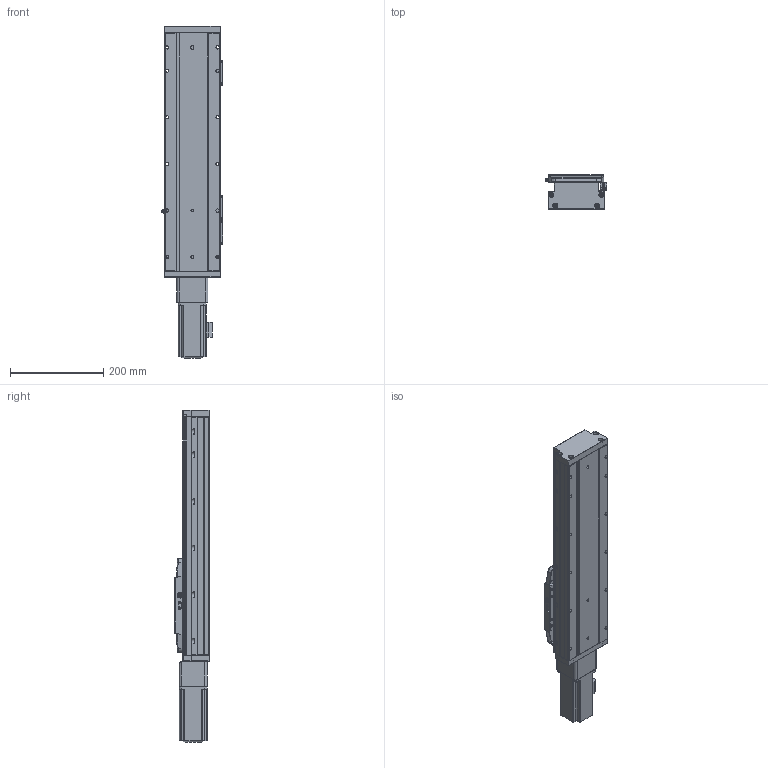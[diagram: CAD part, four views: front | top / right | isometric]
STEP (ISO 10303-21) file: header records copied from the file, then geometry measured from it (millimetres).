
FILE_DESCRIPTION (( 'STEP AP203' ), '1' );
FILE_NAME ('GSC120-300-MS-P40.STEP', '2020-08-25T06:46:36', ( '' ), ( '' ), 'SwSTEP 2.0', 'SolidWorks 2017', '' );
FILE_SCHEMA (( 'CONFIG_CONTROL_DESIGN' ));
Length unit declared in the file: millimetre
Products named in the file (11): 674; P400W萇儂; GSC120綴傷裔; GSC120菁釱300; GSC120萇儂釱; GSC120 嫖萇羲壽諉揖え; GSC120ヶ傷裔; GSC120-300-MS-P40; GSC120 嫖萇羲壽假蚾啣; GSC120痄雄釱 2; GSC120祥凄詩情え揤啣
Assembly tree (15 placements, depth 2):
  GSC120-300-MS-P40
    GSC120菁釱300
    GSC120ヶ傷裔
    GSC120綴傷裔
    GSC120萇儂釱
    GSC120痄雄釱 2
    P400W萇儂
    GSC120 嫖萇羲壽假蚾啣  x3
    GSC120 嫖萇羲壽諉揖え
    674  x3
    GSC120祥凄詩情え揤啣  x2
Bounding box: 131.9 x 76 x 712.5 mm (x, y, z)
Volume: 3809841.3 mm3; surface area: 417536.1 mm2
Topology: 13 solids, 17 shells, 1251 faces, 3354 edges, 2069 vertices
Faces by surface type: plane 636, cylinder 393, cone 186, bspline 36
Entity records: 37647 total; most frequent: CARTESIAN_POINT 9811, DIRECTION 5454, ORIENTED_EDGE 5430, EDGE_CURVE 2828, AXIS2_PLACEMENT_3D 1824, VECTOR 1806, LINE 1806, VERTEX_POINT 1770
